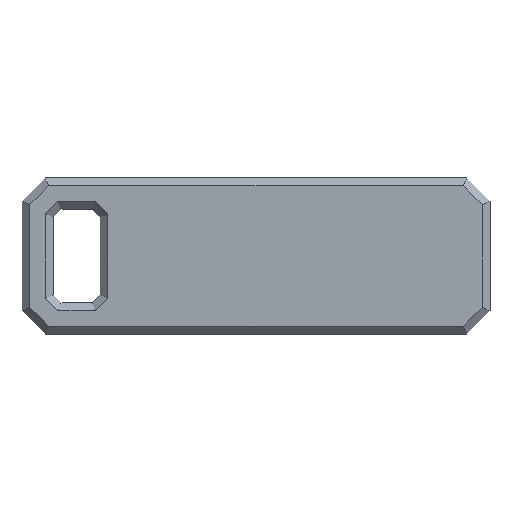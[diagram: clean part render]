
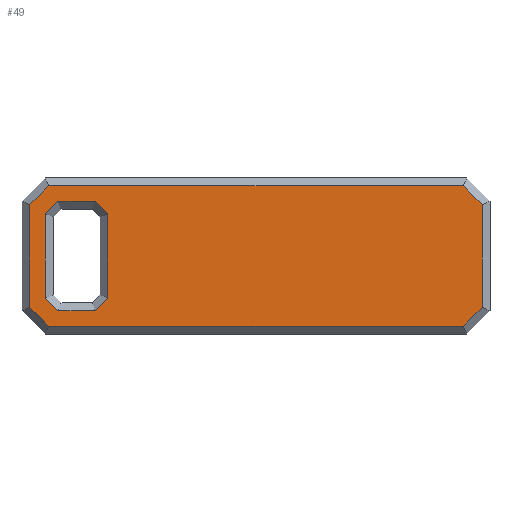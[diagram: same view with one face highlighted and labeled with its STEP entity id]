
A CAD part, top view. The second image highlights one B-rep face of the part: STEP entity #49.
In plain terms, the highlighted planar face has unit normal (0, 0, 1).
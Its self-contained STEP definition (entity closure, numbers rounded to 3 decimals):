
#49=ADVANCED_FACE('',(#107,#109),#111,.T.);
#107=FACE_BOUND('',#108,.T.);
#108=EDGE_LOOP('',(#468,#469,#470,#471,#472,#473,#474,#475));
#109=FACE_BOUND('',#110,.T.);
#110=EDGE_LOOP('',(#476,#477,#478,#479,#480,#481,#482,#483));
#111=PLANE('',#112);
#112=AXIS2_PLACEMENT_3D('',#113,#114,#115);
#113=CARTESIAN_POINT('',(0.,0.,3.));
#114=DIRECTION('',(0.,0.,1.));
#115=DIRECTION('',(-1.,0.,0.));
#468=ORIENTED_EDGE('',*,*,#692,.T.);
#469=ORIENTED_EDGE('',*,*,#693,.F.);
#470=ORIENTED_EDGE('',*,*,#694,.T.);
#471=ORIENTED_EDGE('',*,*,#695,.F.);
#472=ORIENTED_EDGE('',*,*,#696,.T.);
#473=ORIENTED_EDGE('',*,*,#697,.F.);
#474=ORIENTED_EDGE('',*,*,#698,.T.);
#475=ORIENTED_EDGE('',*,*,#699,.F.);
#476=ORIENTED_EDGE('',*,*,#700,.T.);
#477=ORIENTED_EDGE('',*,*,#701,.F.);
#478=ORIENTED_EDGE('',*,*,#702,.T.);
#479=ORIENTED_EDGE('',*,*,#703,.F.);
#480=ORIENTED_EDGE('',*,*,#704,.T.);
#481=ORIENTED_EDGE('',*,*,#705,.F.);
#482=ORIENTED_EDGE('',*,*,#706,.T.);
#483=ORIENTED_EDGE('',*,*,#707,.F.);
#692=EDGE_CURVE('',#820,#821,#822,.T.);
#693=EDGE_CURVE('',#823,#821,#824,.F.);
#694=EDGE_CURVE('',#823,#825,#826,.T.);
#695=EDGE_CURVE('',#827,#825,#828,.F.);
#696=EDGE_CURVE('',#827,#829,#830,.T.);
#697=EDGE_CURVE('',#831,#829,#832,.F.);
#698=EDGE_CURVE('',#831,#833,#834,.T.);
#699=EDGE_CURVE('',#820,#833,#835,.F.);
#700=EDGE_CURVE('',#836,#837,#838,.F.);
#701=EDGE_CURVE('',#839,#837,#840,.F.);
#702=EDGE_CURVE('',#839,#841,#842,.F.);
#703=EDGE_CURVE('',#843,#841,#844,.F.);
#704=EDGE_CURVE('',#843,#845,#846,.F.);
#705=EDGE_CURVE('',#847,#845,#848,.F.);
#706=EDGE_CURVE('',#847,#849,#850,.F.);
#707=EDGE_CURVE('',#836,#849,#851,.F.);
#820=VERTEX_POINT('',#1028);
#821=VERTEX_POINT('',#1029);
#822=LINE('',#1030,#1031);
#823=VERTEX_POINT('',#1033);
#824=LINE('',#1034,#1035);
#825=VERTEX_POINT('',#1037);
#826=LINE('',#1038,#1039);
#827=VERTEX_POINT('',#1041);
#828=LINE('',#1042,#1043);
#829=VERTEX_POINT('',#1045);
#830=LINE('',#1046,#1047);
#831=VERTEX_POINT('',#1049);
#832=LINE('',#1050,#1051);
#833=VERTEX_POINT('',#1053);
#834=LINE('',#1054,#1055);
#835=LINE('',#1057,#1058);
#836=VERTEX_POINT('',#1060);
#837=VERTEX_POINT('',#1061);
#838=LINE('',#1062,#1063);
#839=VERTEX_POINT('',#1065);
#840=LINE('',#1066,#1067);
#841=VERTEX_POINT('',#1069);
#842=LINE('',#1070,#1071);
#843=VERTEX_POINT('',#1073);
#844=LINE('',#1074,#1075);
#845=VERTEX_POINT('',#1077);
#846=LINE('',#1078,#1079);
#847=VERTEX_POINT('',#1081);
#848=LINE('',#1082,#1083);
#849=VERTEX_POINT('',#1085);
#850=LINE('',#1086,#1087);
#851=LINE('',#1089,#1090);
#1028=CARTESIAN_POINT('',(29.,-6.586,3.));
#1029=CARTESIAN_POINT('',(29.,6.586,3.));
#1030=CARTESIAN_POINT('',(29.,-6.586,3.));
#1031=VECTOR('',#1032,1.);
#1032=DIRECTION('',(0.,1.,0.));
#1033=CARTESIAN_POINT('',(26.586,9.,3.));
#1034=CARTESIAN_POINT('',(29.,6.586,3.));
#1035=VECTOR('',#1036,1.);
#1036=DIRECTION('',(-0.707,0.707,0.));
#1037=CARTESIAN_POINT('',(-26.586,9.,3.));
#1038=CARTESIAN_POINT('',(26.586,9.,3.));
#1039=VECTOR('',#1040,1.);
#1040=DIRECTION('',(-1.,0.,0.));
#1041=CARTESIAN_POINT('',(-29.,6.586,3.));
#1042=CARTESIAN_POINT('',(-26.586,9.,3.));
#1043=VECTOR('',#1044,1.);
#1044=DIRECTION('',(-0.707,-0.707,0.));
#1045=CARTESIAN_POINT('',(-29.,-6.586,3.));
#1046=CARTESIAN_POINT('',(-29.,6.586,3.));
#1047=VECTOR('',#1048,1.);
#1048=DIRECTION('',(0.,-1.,0.));
#1049=CARTESIAN_POINT('',(-26.586,-9.,3.));
#1050=CARTESIAN_POINT('',(-29.,-6.586,3.));
#1051=VECTOR('',#1052,1.);
#1052=DIRECTION('',(0.707,-0.707,0.));
#1053=CARTESIAN_POINT('',(26.586,-9.,3.));
#1054=CARTESIAN_POINT('',(-26.586,-9.,3.));
#1055=VECTOR('',#1056,1.);
#1056=DIRECTION('',(1.,0.,0.));
#1057=CARTESIAN_POINT('',(26.586,-9.,3.));
#1058=VECTOR('',#1059,1.);
#1059=DIRECTION('',(0.707,0.707,0.));
#1060=CARTESIAN_POINT('',(-27.,-5.414,3.));
#1061=CARTESIAN_POINT('',(-27.,5.414,3.));
#1062=CARTESIAN_POINT('',(-27.,5.414,3.));
#1063=VECTOR('',#1064,1.);
#1064=DIRECTION('',(0.,-1.,0.));
#1065=CARTESIAN_POINT('',(-25.414,7.,3.));
#1066=CARTESIAN_POINT('',(-27.,5.414,3.));
#1067=VECTOR('',#1068,1.);
#1068=DIRECTION('',(0.707,0.707,0.));
#1069=CARTESIAN_POINT('',(-20.586,7.,3.));
#1070=CARTESIAN_POINT('',(-20.586,7.,3.));
#1071=VECTOR('',#1072,1.);
#1072=DIRECTION('',(-1.,0.,0.));
#1073=CARTESIAN_POINT('',(-19.,5.414,3.));
#1074=CARTESIAN_POINT('',(-20.586,7.,3.));
#1075=VECTOR('',#1076,1.);
#1076=DIRECTION('',(0.707,-0.707,0.));
#1077=CARTESIAN_POINT('',(-19.,-5.414,3.));
#1078=CARTESIAN_POINT('',(-19.,-5.414,3.));
#1079=VECTOR('',#1080,1.);
#1080=DIRECTION('',(0.,1.,0.));
#1081=CARTESIAN_POINT('',(-20.586,-7.,3.));
#1082=CARTESIAN_POINT('',(-19.,-5.414,3.));
#1083=VECTOR('',#1084,1.);
#1084=DIRECTION('',(-0.707,-0.707,0.));
#1085=CARTESIAN_POINT('',(-25.414,-7.,3.));
#1086=CARTESIAN_POINT('',(-25.414,-7.,3.));
#1087=VECTOR('',#1088,1.);
#1088=DIRECTION('',(1.,0.,0.));
#1089=CARTESIAN_POINT('',(-25.414,-7.,3.));
#1090=VECTOR('',#1091,1.);
#1091=DIRECTION('',(-0.707,0.707,0.));
